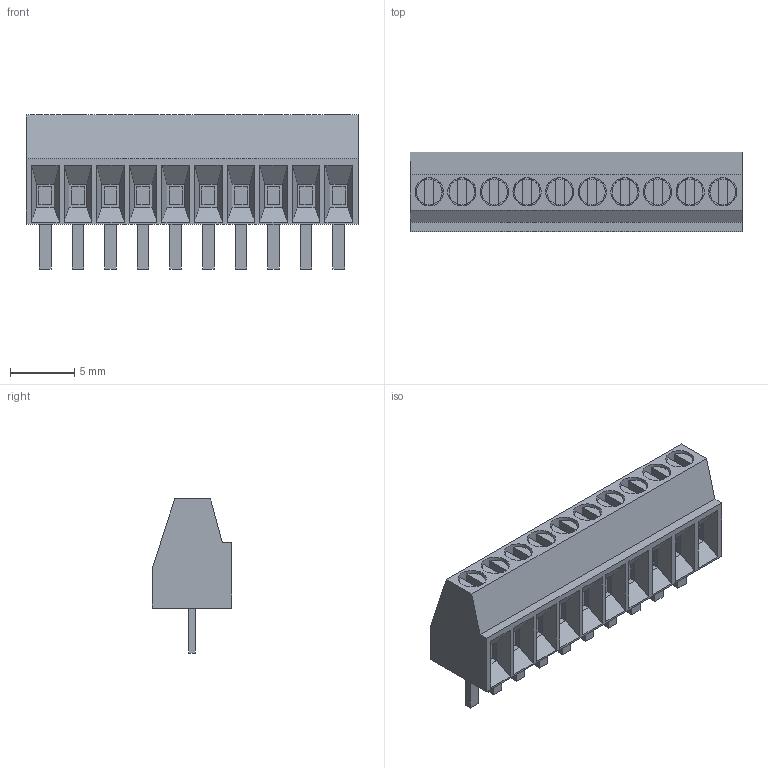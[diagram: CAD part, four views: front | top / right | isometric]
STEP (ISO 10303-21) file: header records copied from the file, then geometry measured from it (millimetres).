
FILE_DESCRIPTION(/* description */ ('model of TerminalBlock_Phoenix_MPT-0,5-10-2.54_1x10_P2.54mm_Horizontal'),/* implementation_level */ '2;1');
FILE_NAME(/* name */ 'TerminalBlock_Phoenix_MPT-0,5-10-2.54_1x10_P2.54mm_Horizontal.step',/* time_stamp */ '2020-05-14T18:32:04',/* author */ ('kicad StepUp','ksu'),/* organization */ ('FreeCAD'),/* preprocessor_version */ 'OCC',/* originating_system */ 'kicad StepUp',/* authorisation */ '');
FILE_SCHEMA(('AUTOMOTIVE_DESIGN { 1 0 10303 214 1 1 1 1 }'));
Length unit declared in the file: millimetre
Products named in the file (1): TerminalBlock_Phoenix_MPT_05_10_254_1x10_P254mm_Horizontal
Bounding box: 25.86 x 6.2 x 12 mm (x, y, z)
Volume: 964.1 mm3; surface area: 1986.8 mm2
Topology: 1 solids, 1 shells, 349 faces, 841 edges, 534 vertices
Faces by surface type: plane 289, bspline 40, cylinder 20
Full cylindrical faces by diameter (mm): 2 x10, 2.2 x10
Entity records: 23194 total; most frequent: CARTESIAN_POINT 3987, DIRECTION 2993, LINE 1923, VECTOR 1923, ORIENTED_EDGE 1682, PCURVE 1682, DEFINITIONAL_REPRESENTATION 1682, EDGE_CURVE 841
